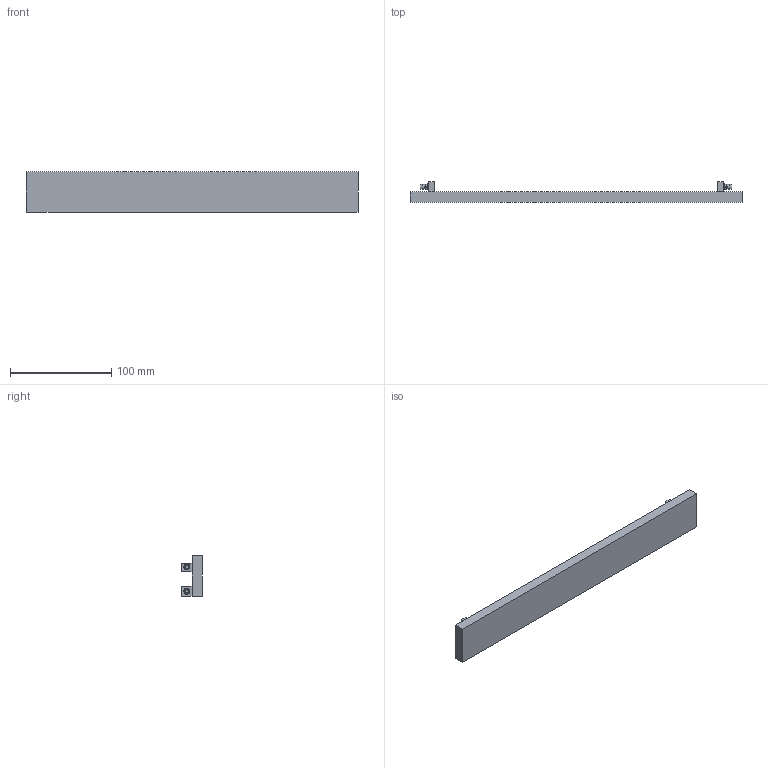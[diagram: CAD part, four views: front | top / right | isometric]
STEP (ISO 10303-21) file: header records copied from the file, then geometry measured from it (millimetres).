
FILE_DESCRIPTION(/* description */ (''),/* implementation_level */ '2;1');
FILE_NAME(/* name */ 'Cover1.step',/* time_stamp */ '2020-09-11T21:05:39+02:00',/* author */ (''),/* organization */ (''),/* preprocessor_version */ 'ST-DEVELOPER v18.1',/* originating_system */ 'Autodesk Translation Framework v9.3.0.1241',/* authorisation */ '');
FILE_SCHEMA (('AUTOMOTIVE_DESIGN { 1 0 10303 214 3 1 1 }'));
Length unit declared in the file: millimetre
Products named in the file (6): FrameTop1; halfPin; halfPin_1; halfPin_2; halfPin_3; Lego, 4459, Technic, Pin with Friction Ridges Lengthwise v1
Assembly tree (8 placements, depth 3):
  FrameTop1
    halfPin
      Lego, 4459, Technic, Pin with Friction Ridges Lengthwise v1
    halfPin_1
      Lego, 4459, Technic, Pin with Friction Ridges Lengthwise v1
    halfPin_2
      Lego, 4459, Technic, Pin with Friction Ridges Lengthwise v1
    halfPin_3
      Lego, 4459, Technic, Pin with Friction Ridges Lengthwise v1
Bounding box: 327.7 x 20 x 40 mm (x, y, z)
Volume: 133556 mm3; surface area: 35803.3 mm2
Topology: 5 solids, 5 shells, 256 faces, 760 edges, 512 vertices
Faces by surface type: plane 116, cylinder 68, torus 56, bspline 16
Full cylindrical faces by diameter (mm): 3 x4, 5 x4, 6 x4
Entity records: 3898 total; most frequent: CARTESIAN_POINT 1524, ORIENTED_EDGE 488, DIRECTION 454, EDGE_CURVE 244, AXIS2_PLACEMENT_3D 166, VERTEX_POINT 164, LINE 122, VECTOR 122
